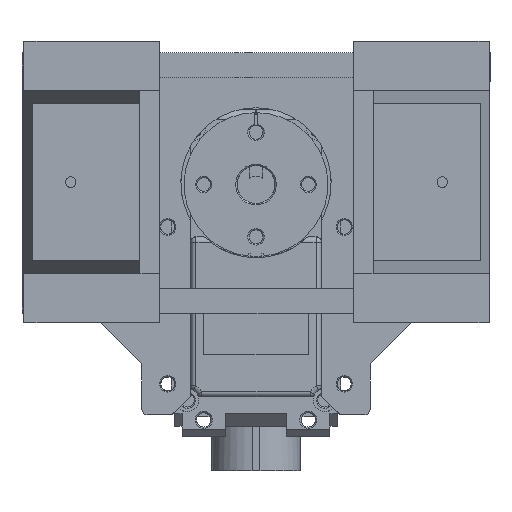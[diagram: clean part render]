
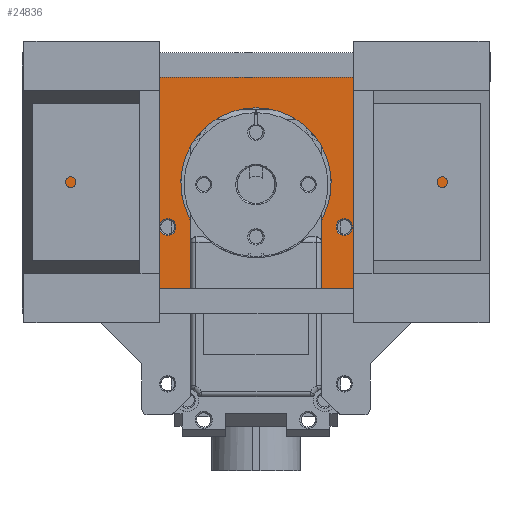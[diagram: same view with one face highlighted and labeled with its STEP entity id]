
A CAD part, left-side view. The second image highlights one B-rep face of the part: STEP entity #24836.
In plain terms, the highlighted planar face has unit normal (-1, 0, 0).
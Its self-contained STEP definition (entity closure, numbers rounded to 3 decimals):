
#333=FACE_BOUND('',#4119,.T.);
#334=FACE_BOUND('',#4120,.T.);
#1079=CIRCLE('',#26817,11.5);
#1104=CIRCLE('',#26884,1.25);
#1105=CIRCLE('',#26885,1.25);
#1106=CIRCLE('',#26887,1.25);
#1107=CIRCLE('',#26888,1.25);
#1108=CIRCLE('',#26892,2.);
#1109=CIRCLE('',#26894,2.);
#2714=FACE_OUTER_BOUND('',#4118,.T.);
#4118=EDGE_LOOP('',(#20815,#20816,#20817,#20818,#20819,#20820,#20821,#20822,
#20823,#20824,#20825,#20826));
#4119=EDGE_LOOP('',(#20827,#20828));
#4120=EDGE_LOOP('',(#20829,#20830));
#4929=LINE('',#35926,#7316);
#5765=LINE('',#39589,#8152);
#6519=LINE('',#41582,#8906);
#6526=LINE('',#41602,#8913);
#6534=LINE('',#41638,#8921);
#6546=LINE('',#41663,#8933);
#6605=LINE('',#41846,#8992);
#6606=LINE('',#41847,#8993);
#6607=LINE('',#41848,#8994);
#7316=VECTOR('',#29035,9.982);
#8152=VECTOR('',#31015,9.982);
#8906=VECTOR('',#33005,9.982);
#8913=VECTOR('',#33028,9.982);
#8921=VECTOR('',#33072,32.334);
#8933=VECTOR('',#33086,32.334);
#8992=VECTOR('',#33257,25.8);
#8993=VECTOR('',#33258,71.6);
#8994=VECTOR('',#33259,25.8);
#9721=VERTEX_POINT('',#35922);
#9723=VERTEX_POINT('',#35925);
#10474=VERTEX_POINT('',#39583);
#10476=VERTEX_POINT('',#39587);
#11061=VERTEX_POINT('',#41581);
#11064=VERTEX_POINT('',#41593);
#11065=VERTEX_POINT('',#41595);
#11066=VERTEX_POINT('',#41600);
#11075=VERTEX_POINT('',#41635);
#11076=VERTEX_POINT('',#41637);
#11087=VERTEX_POINT('',#41661);
#11088=VERTEX_POINT('',#41662);
#11133=VERTEX_POINT('',#41828);
#11134=VERTEX_POINT('',#41830);
#11135=VERTEX_POINT('',#41834);
#11136=VERTEX_POINT('',#41836);
#12222=EDGE_CURVE('',#9723,#9721,#4929,.T.);
#13326=EDGE_CURVE('',#10474,#10476,#5765,.T.);
#14311=EDGE_CURVE('',#11061,#9723,#6519,.T.);
#14319=EDGE_CURVE('',#11065,#11064,#1079,.T.);
#14323=EDGE_CURVE('',#10476,#11066,#6526,.T.);
#14337=EDGE_CURVE('',#11076,#11075,#6534,.T.);
#14349=EDGE_CURVE('',#11087,#11088,#6546,.T.);
#14427=EDGE_CURVE('',#11134,#11133,#1104,.T.);
#14428=EDGE_CURVE('',#11133,#11134,#1105,.T.);
#14430=EDGE_CURVE('',#11136,#11135,#1106,.T.);
#14431=EDGE_CURVE('',#11135,#11136,#1107,.T.);
#14433=EDGE_CURVE('',#11065,#11066,#1108,.T.);
#14434=EDGE_CURVE('',#11061,#11064,#1109,.T.);
#14435=EDGE_CURVE('',#9721,#11087,#6605,.T.);
#14436=EDGE_CURVE('',#11076,#11088,#6606,.T.);
#14437=EDGE_CURVE('',#11075,#10474,#6607,.T.);
#20815=ORIENTED_EDGE('',*,*,#14433,.F.);
#20816=ORIENTED_EDGE('',*,*,#14319,.T.);
#20817=ORIENTED_EDGE('',*,*,#14434,.F.);
#20818=ORIENTED_EDGE('',*,*,#14311,.T.);
#20819=ORIENTED_EDGE('',*,*,#12222,.T.);
#20820=ORIENTED_EDGE('',*,*,#14435,.T.);
#20821=ORIENTED_EDGE('',*,*,#14349,.T.);
#20822=ORIENTED_EDGE('',*,*,#14436,.F.);
#20823=ORIENTED_EDGE('',*,*,#14337,.T.);
#20824=ORIENTED_EDGE('',*,*,#14437,.T.);
#20825=ORIENTED_EDGE('',*,*,#13326,.T.);
#20826=ORIENTED_EDGE('',*,*,#14323,.T.);
#20827=ORIENTED_EDGE('',*,*,#14427,.T.);
#20828=ORIENTED_EDGE('',*,*,#14428,.T.);
#20829=ORIENTED_EDGE('',*,*,#14430,.T.);
#20830=ORIENTED_EDGE('',*,*,#14431,.T.);
#22374=PLANE('',#26893);
#24836=ADVANCED_FACE('',(#2714,#333,#334),#22374,.T.);
#26817=AXIS2_PLACEMENT_3D('',#41596,#33020,#33021);
#26884=AXIS2_PLACEMENT_3D('',#41831,#33233,#33234);
#26885=AXIS2_PLACEMENT_3D('',#41832,#33235,#33236);
#26887=AXIS2_PLACEMENT_3D('',#41837,#33240,#33241);
#26888=AXIS2_PLACEMENT_3D('',#41838,#33242,#33243);
#26892=AXIS2_PLACEMENT_3D('',#41843,#33251,#33252);
#26893=AXIS2_PLACEMENT_3D('',#41844,#33253,#33254);
#26894=AXIS2_PLACEMENT_3D('',#41845,#33255,#33256);
#29035=DIRECTION('',(0.,0.,-1.));
#31015=DIRECTION('',(0.,0.,1.));
#33005=DIRECTION('',(0.,0.,-1.));
#33020=DIRECTION('center_axis',(1.,0.,0.));
#33021=DIRECTION('ref_axis',(0.,0.292,0.957));
#33028=DIRECTION('',(0.,0.,1.));
#33072=DIRECTION('',(0.,0.,-1.));
#33086=DIRECTION('',(0.,0.,1.));
#33233=DIRECTION('center_axis',(1.,0.,0.));
#33234=DIRECTION('ref_axis',(0.,-1.,0.));
#33235=DIRECTION('center_axis',(1.,0.,0.));
#33236=DIRECTION('ref_axis',(0.,-1.,0.));
#33240=DIRECTION('center_axis',(1.,0.,0.));
#33241=DIRECTION('ref_axis',(0.,-1.,0.));
#33242=DIRECTION('center_axis',(1.,0.,0.));
#33243=DIRECTION('ref_axis',(0.,-1.,0.));
#33251=DIRECTION('center_axis',(1.,0.,0.));
#33252=DIRECTION('ref_axis',(0.,-0.972,0.236));
#33253=DIRECTION('center_axis',(-1.,0.,0.));
#33254=DIRECTION('ref_axis',(0.,-1.,0.));
#33255=DIRECTION('center_axis',(1.,0.,0.));
#33256=DIRECTION('ref_axis',(0.,0.972,0.236));
#33257=DIRECTION('',(0.,-1.,0.));
#33258=DIRECTION('',(0.,-1.,0.));
#33259=DIRECTION('',(0.,-1.,0.));
#35922=CARTESIAN_POINT('',(-291.881,60.344,155.216));
#35925=CARTESIAN_POINT('',(-291.881,60.344,162.333));
#35926=CARTESIAN_POINT('',(-291.881,60.344,165.198));
#39583=CARTESIAN_POINT('',(-291.881,80.344,155.216));
#39587=CARTESIAN_POINT('',(-291.881,80.344,162.333));
#39589=CARTESIAN_POINT('',(-291.881,80.344,155.216));
#41581=CARTESIAN_POINT('',(-291.881,60.344,165.198));
#41582=CARTESIAN_POINT('',(-291.881,60.344,165.198));
#41593=CARTESIAN_POINT('',(-291.881,60.121,166.114));
#41595=CARTESIAN_POINT('',(-291.881,80.566,166.114));
#41596=CARTESIAN_POINT('Origin',(-291.881,70.344,171.383));
#41600=CARTESIAN_POINT('',(-291.881,80.344,165.198));
#41602=CARTESIAN_POINT('',(-291.881,80.344,155.216));
#41635=CARTESIAN_POINT('',(-291.881,106.144,155.216));
#41637=CARTESIAN_POINT('',(-291.881,106.144,187.55));
#41638=CARTESIAN_POINT('',(-291.881,106.144,187.55));
#41661=CARTESIAN_POINT('',(-291.881,34.544,155.216));
#41662=CARTESIAN_POINT('',(-291.881,34.544,187.55));
#41663=CARTESIAN_POINT('',(-291.881,34.544,155.216));
#41828=CARTESIAN_POINT('',(-291.881,58.094,164.633));
#41830=CARTESIAN_POINT('',(-291.881,55.594,164.633));
#41831=CARTESIAN_POINT('Origin',(-291.881,56.844,164.633));
#41832=CARTESIAN_POINT('Origin',(-291.881,56.844,164.633));
#41834=CARTESIAN_POINT('',(-291.881,85.094,164.633));
#41836=CARTESIAN_POINT('',(-291.881,82.594,164.633));
#41837=CARTESIAN_POINT('Origin',(-291.881,83.844,164.633));
#41838=CARTESIAN_POINT('Origin',(-291.881,83.844,164.633));
#41843=CARTESIAN_POINT('Origin',(-291.881,82.344,165.198));
#41844=CARTESIAN_POINT('Origin',(-291.881,70.344,186.925));
#41845=CARTESIAN_POINT('Origin',(-291.881,58.344,165.198));
#41846=CARTESIAN_POINT('',(-291.881,60.344,155.216));
#41847=CARTESIAN_POINT('',(-291.881,106.144,187.55));
#41848=CARTESIAN_POINT('',(-291.881,106.144,155.216));
